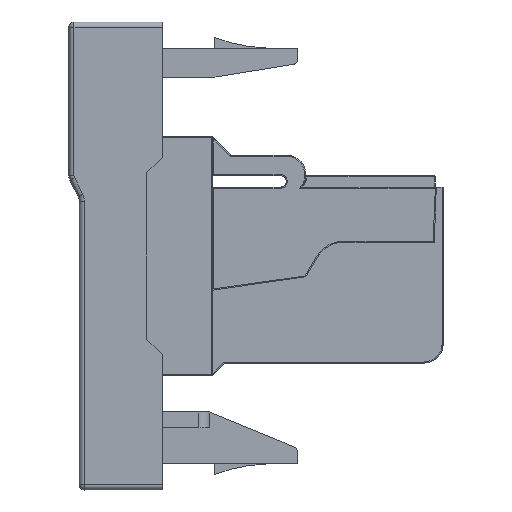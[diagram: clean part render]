
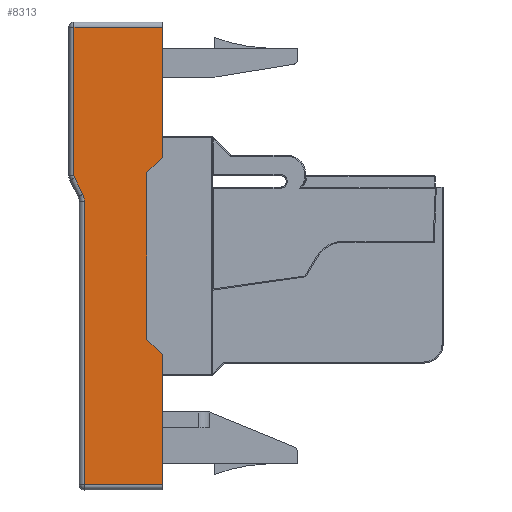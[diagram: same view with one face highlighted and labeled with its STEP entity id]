
A CAD part, left-side view. The second image highlights one B-rep face of the part: STEP entity #8313.
In plain terms, the highlighted planar face has unit normal (-1, 0, 0).
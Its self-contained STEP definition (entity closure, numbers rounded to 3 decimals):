
#295 = CARTESIAN_POINT ( 'NONE',  ( -11.25, 7.5, 0. ) ) ;
#368 = EDGE_CURVE ( 'NONE', #5015, #1696, #4077, .T. ) ;
#992 = EDGE_LOOP ( 'NONE', ( #9015, #9903, #4418, #13198, #10542, #15055, #3963, #3281, #7539, #1099, #6226, #13564 ) ) ;
#997 = DIRECTION ( 'NONE',  ( 0., 0., -1. ) ) ;
#1099 = ORIENTED_EDGE ( 'NONE', *, *, #7403, .T. ) ;
#1505 = LINE ( 'NONE', #11617, #13561 ) ;
#1550 = CARTESIAN_POINT ( 'NONE',  ( -11.25, 0., -44.5 ) ) ;
#1696 = VERTEX_POINT ( 'NONE', #6735 ) ;
#1776 = PLANE ( 'NONE',  #12786 ) ;
#1793 = VERTEX_POINT ( 'NONE', #5777 ) ;
#2192 = EDGE_CURVE ( 'NONE', #1793, #3936, #9412, .T. ) ;
#2305 = LINE ( 'NONE', #295, #14324 ) ;
#2410 = DIRECTION ( 'NONE',  ( 1., 0., 0. ) ) ;
#3132 = EDGE_CURVE ( 'NONE', #6938, #1793, #10644, .T. ) ;
#3142 = CARTESIAN_POINT ( 'NONE',  ( -11.25, 7.5, -17.236 ) ) ;
#3154 = AXIS2_PLACEMENT_3D ( 'NONE', #9428, #2410, #10596 ) ;
#3175 = CARTESIAN_POINT ( 'NONE',  ( -11.25, 8.5, -14.764 ) ) ;
#3245 = DIRECTION ( 'NONE',  ( 0., 0., -1. ) ) ;
#3281 = ORIENTED_EDGE ( 'NONE', *, *, #5512, .T. ) ;
#3285 = DIRECTION ( 'NONE',  ( 0., 0., -1. ) ) ;
#3417 = DIRECTION ( 'NONE',  ( 0., 0.707, -0.707 ) ) ;
#3458 = VECTOR ( 'NONE', #8563, 1000. ) ;
#3573 = DIRECTION ( 'NONE',  ( 0., 1., 0. ) ) ;
#3601 = VECTOR ( 'NONE', #3285, 1000. ) ;
#3649 = EDGE_CURVE ( 'NONE', #7856, #10839, #11530, .T. ) ;
#3840 = CARTESIAN_POINT ( 'NONE',  ( -11.25, 0., -45. ) ) ;
#3936 = VERTEX_POINT ( 'NONE', #14809 ) ;
#3963 = ORIENTED_EDGE ( 'NONE', *, *, #3132, .F. ) ;
#4077 = LINE ( 'NONE', #1550, #13020 ) ;
#4173 = CARTESIAN_POINT ( 'NONE',  ( -11.25, 0., 0. ) ) ;
#4243 = VERTEX_POINT ( 'NONE', #12002 ) ;
#4260 = AXIS2_PLACEMENT_3D ( 'NONE', #14965, #7990, #997 ) ;
#4418 = ORIENTED_EDGE ( 'NONE', *, *, #13321, .F. ) ;
#4694 = VERTEX_POINT ( 'NONE', #13725 ) ;
#5015 = VERTEX_POINT ( 'NONE', #11084 ) ;
#5341 = DIRECTION ( 'NONE',  ( 1., 0., 0. ) ) ;
#5512 = EDGE_CURVE ( 'NONE', #6938, #4243, #9036, .T. ) ;
#5777 = CARTESIAN_POINT ( 'NONE',  ( -11.25, 0., -13. ) ) ;
#5807 = EDGE_CURVE ( 'NONE', #4694, #15122, #1505, .T. ) ;
#5827 = CARTESIAN_POINT ( 'NONE',  ( -11.25, 0., -0.5 ) ) ;
#5948 = DIRECTION ( 'NONE',  ( 0., -0.447, -0.894 ) ) ;
#6226 = ORIENTED_EDGE ( 'NONE', *, *, #13822, .T. ) ;
#6700 = CARTESIAN_POINT ( 'NONE',  ( -11.25, 0., -32. ) ) ;
#6735 = CARTESIAN_POINT ( 'NONE',  ( -11.25, 0., -44.5 ) ) ;
#6938 = VERTEX_POINT ( 'NONE', #5827 ) ;
#7403 = EDGE_CURVE ( 'NONE', #7821, #11203, #9108, .T. ) ;
#7539 = ORIENTED_EDGE ( 'NONE', *, *, #9247, .T. ) ;
#7821 = VERTEX_POINT ( 'NONE', #3175 ) ;
#7847 = EDGE_CURVE ( 'NONE', #3936, #4694, #9832, .T. ) ;
#7856 = VERTEX_POINT ( 'NONE', #11438 ) ;
#7990 = DIRECTION ( 'NONE',  ( -1., 0., 0. ) ) ;
#8313 = ADVANCED_FACE ( 'NONE', ( #10181 ), #1776, .F. ) ;
#8563 = DIRECTION ( 'NONE',  ( 0., 0., -1. ) ) ;
#8658 = VECTOR ( 'NONE', #3573, 1000. ) ;
#8925 = VECTOR ( 'NONE', #5948, 1000. ) ;
#9015 = ORIENTED_EDGE ( 'NONE', *, *, #10597, .T. ) ;
#9036 = LINE ( 'NONE', #9403, #8658 ) ;
#9045 = VECTOR ( 'NONE', #3417, 1000. ) ;
#9069 = CARTESIAN_POINT ( 'NONE',  ( -11.25, 0., 0. ) ) ;
#9108 = CIRCLE ( 'NONE', #4260, 0.5 ) ;
#9247 = EDGE_CURVE ( 'NONE', #4243, #7821, #9779, .T. ) ;
#9315 = LINE ( 'NONE', #3840, #3458 ) ;
#9403 = CARTESIAN_POINT ( 'NONE',  ( -11.25, 0., -0.5 ) ) ;
#9411 = VECTOR ( 'NONE', #11323, 1000. ) ;
#9412 = LINE ( 'NONE', #11561, #9045 ) ;
#9428 = CARTESIAN_POINT ( 'NONE',  ( -11.25, 9., -17.236 ) ) ;
#9682 = CARTESIAN_POINT ( 'NONE',  ( -11.25, 8.447, -14.988 ) ) ;
#9779 = LINE ( 'NONE', #12551, #9411 ) ;
#9832 = LINE ( 'NONE', #10277, #3601 ) ;
#9903 = ORIENTED_EDGE ( 'NONE', *, *, #368, .T. ) ;
#10181 = FACE_OUTER_BOUND ( 'NONE', #992, .T. ) ;
#10277 = CARTESIAN_POINT ( 'NONE',  ( -11.25, 1.5, -14.5 ) ) ;
#10542 = ORIENTED_EDGE ( 'NONE', *, *, #7847, .F. ) ;
#10596 = DIRECTION ( 'NONE',  ( 0., 0., -1. ) ) ;
#10597 = EDGE_CURVE ( 'NONE', #10839, #5015, #2305, .T. ) ;
#10644 = LINE ( 'NONE', #9069, #12988 ) ;
#10799 = DIRECTION ( 'NONE',  ( 0., 0., -1. ) ) ;
#10839 = VERTEX_POINT ( 'NONE', #3142 ) ;
#11084 = CARTESIAN_POINT ( 'NONE',  ( -11.25, 7.5, -44.5 ) ) ;
#11203 = VERTEX_POINT ( 'NONE', #9682 ) ;
#11323 = DIRECTION ( 'NONE',  ( 0., 0., -1. ) ) ;
#11438 = CARTESIAN_POINT ( 'NONE',  ( -11.25, 7.658, -16.565 ) ) ;
#11530 = CIRCLE ( 'NONE', #3154, 1.5 ) ;
#11561 = CARTESIAN_POINT ( 'NONE',  ( -11.25, 0., -13. ) ) ;
#11617 = CARTESIAN_POINT ( 'NONE',  ( -11.25, 0., -32. ) ) ;
#12002 = CARTESIAN_POINT ( 'NONE',  ( -11.25, 8.5, -0.5 ) ) ;
#12551 = CARTESIAN_POINT ( 'NONE',  ( -11.25, 8.5, 0. ) ) ;
#12786 = AXIS2_PLACEMENT_3D ( 'NONE', #4173, #5341, #13514 ) ;
#12988 = VECTOR ( 'NONE', #3245, 1000. ) ;
#13020 = VECTOR ( 'NONE', #13232, 1000. ) ;
#13198 = ORIENTED_EDGE ( 'NONE', *, *, #5807, .F. ) ;
#13232 = DIRECTION ( 'NONE',  ( 0., -1., 0. ) ) ;
#13321 = EDGE_CURVE ( 'NONE', #15122, #1696, #9315, .T. ) ;
#13514 = DIRECTION ( 'NONE',  ( 0., 0., -1. ) ) ;
#13561 = VECTOR ( 'NONE', #15129, 1000. ) ;
#13564 = ORIENTED_EDGE ( 'NONE', *, *, #3649, .T. ) ;
#13725 = CARTESIAN_POINT ( 'NONE',  ( -11.25, 1.5, -30.5 ) ) ;
#13822 = EDGE_CURVE ( 'NONE', #11203, #7856, #14745, .T. ) ;
#14070 = CARTESIAN_POINT ( 'NONE',  ( -11.25, 12.753, -6.376 ) ) ;
#14324 = VECTOR ( 'NONE', #10799, 1000. ) ;
#14745 = LINE ( 'NONE', #14070, #8925 ) ;
#14809 = CARTESIAN_POINT ( 'NONE',  ( -11.25, 1.5, -14.5 ) ) ;
#14965 = CARTESIAN_POINT ( 'NONE',  ( -11.25, 8., -14.764 ) ) ;
#15055 = ORIENTED_EDGE ( 'NONE', *, *, #2192, .F. ) ;
#15122 = VERTEX_POINT ( 'NONE', #6700 ) ;
#15129 = DIRECTION ( 'NONE',  ( 0., -0.707, -0.707 ) ) ;
